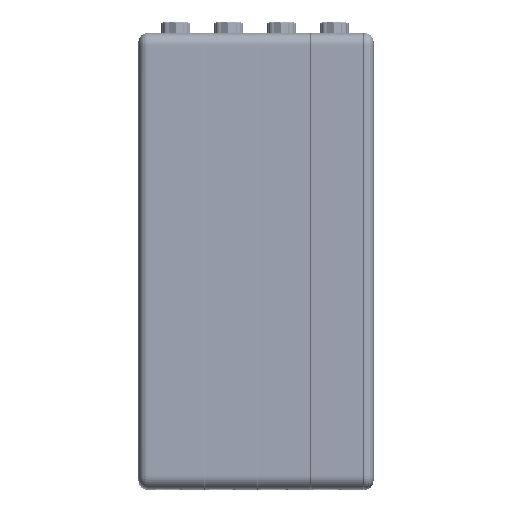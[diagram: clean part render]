
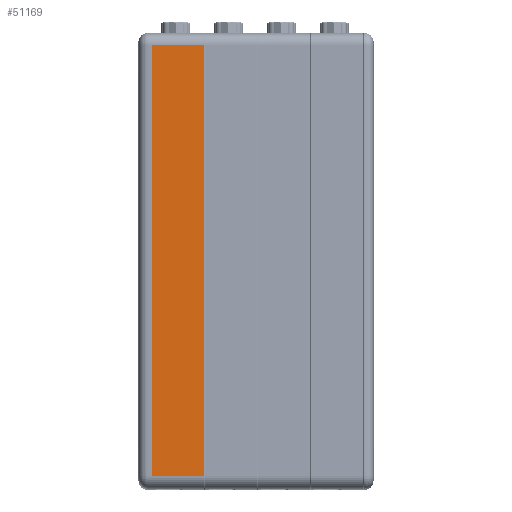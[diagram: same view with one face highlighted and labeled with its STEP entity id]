
A CAD part, front view. The second image highlights one B-rep face of the part: STEP entity #51169.
In plain terms, the highlighted face is planar.
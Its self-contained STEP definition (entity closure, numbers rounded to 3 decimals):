
#5016 = CARTESIAN_POINT ( 'NONE',  ( 1.1, 0., -141. ) ) ;
#5017 = DIRECTION ( 'NONE',  ( 0., 0., -1. ) ) ;
#5018 = CARTESIAN_POINT ( 'NONE',  ( 17.7, 0., -4. ) ) ;
#5019 = DIRECTION ( 'NONE',  ( 0., 0., 1. ) ) ;
#5020 = CARTESIAN_POINT ( 'NONE',  ( 17.8, 0., -141. ) ) ;
#5021 = DIRECTION ( 'NONE',  ( -1., 0., 0. ) ) ;
#5025 = CARTESIAN_POINT ( 'NONE',  ( 17.8, 0., -4. ) ) ;
#5026 = DIRECTION ( 'NONE',  ( -1., 0., 0. ) ) ;
#7559 = FACE_OUTER_BOUND ( 'NONE', #31850, .T. ) ;
#8303 = PLANE ( 'NONE',  #36519 ) ;
#8304 = CARTESIAN_POINT ( 'NONE',  ( 17.8, 0., -4. ) ) ;
#8305 = DIRECTION ( 'NONE',  ( 0., 1., 0. ) ) ;
#8306 = DIRECTION ( 'NONE',  ( 0., 0., 1. ) ) ;
#9269 = CARTESIAN_POINT ( 'NONE',  ( 1.1, 0., -4. ) ) ;
#9608 = CARTESIAN_POINT ( 'NONE',  ( 17.7, 0., -141. ) ) ;
#9612 = CARTESIAN_POINT ( 'NONE',  ( 1.1, 0., -141. ) ) ;
#9614 = CARTESIAN_POINT ( 'NONE',  ( 17.7, 0., -4. ) ) ;
#12026 = EDGE_CURVE ( 'NONE', #57474, #57661, #48926, .T. ) ;
#12027 = EDGE_CURVE ( 'NONE', #57659, #57662, #48930, .T. ) ;
#12028 = EDGE_CURVE ( 'NONE', #57659, #57661, #48933, .T. ) ;
#12030 = EDGE_CURVE ( 'NONE', #57662, #57474, #48938, .T. ) ;
#31469 = ORIENTED_EDGE ( 'NONE', *, *, #12026, .T. ) ;
#31470 = ORIENTED_EDGE ( 'NONE', *, *, #12030, .T. ) ;
#31471 = ORIENTED_EDGE ( 'NONE', *, *, #12027, .T. ) ;
#31472 = ORIENTED_EDGE ( 'NONE', *, *, #12028, .F. ) ;
#31850 = EDGE_LOOP ( 'NONE', ( #31472, #31471, #31470, #31469 ) ) ;
#36519 = AXIS2_PLACEMENT_3D ( 'NONE', #8304, #8305, #8306 ) ;
#48926 = LINE ( 'NONE', #5016, #48928 ) ;
#48928 = VECTOR ( 'NONE', #5017, 1000. ) ;
#48930 = LINE ( 'NONE', #5018, #48932 ) ;
#48932 = VECTOR ( 'NONE', #5019, 1000. ) ;
#48933 = LINE ( 'NONE', #5020, #48935 ) ;
#48935 = VECTOR ( 'NONE', #5021, 1000. ) ;
#48938 = LINE ( 'NONE', #5025, #48942 ) ;
#48942 = VECTOR ( 'NONE', #5026, 1000. ) ;
#51169 = ADVANCED_FACE ( 'NONE', ( #7559 ), #8303, .F. ) ;
#57474 = VERTEX_POINT ( 'NONE', #9269 ) ;
#57659 = VERTEX_POINT ( 'NONE', #9608 ) ;
#57661 = VERTEX_POINT ( 'NONE', #9612 ) ;
#57662 = VERTEX_POINT ( 'NONE', #9614 ) ;
